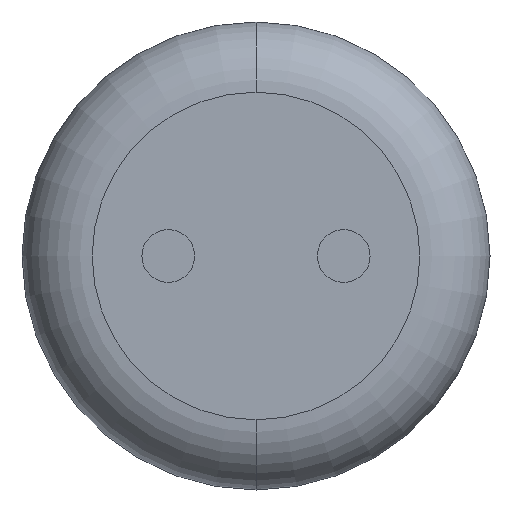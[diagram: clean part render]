
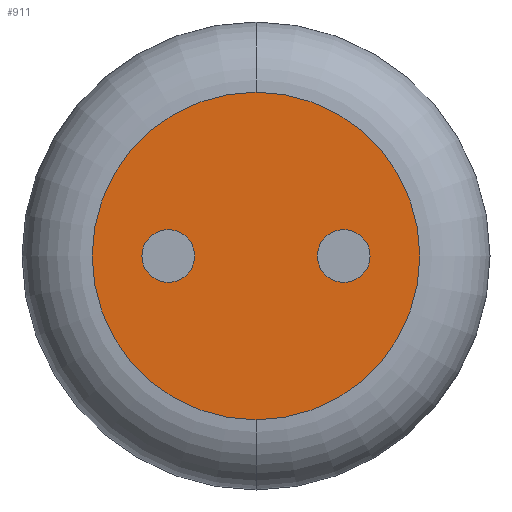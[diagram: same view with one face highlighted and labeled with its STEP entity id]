
A CAD part, front view. The second image highlights one B-rep face of the part: STEP entity #911.
In plain terms, the highlighted planar face has unit normal (0, -1, 0).
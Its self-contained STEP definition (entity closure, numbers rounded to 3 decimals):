
#7 = AXIS2_PLACEMENT_3D ( 'NONE', #627, #54, #712 ) ;
#13 = CARTESIAN_POINT ( 'NONE',  ( 0., 0., 1.4 ) ) ;
#22 = CIRCLE ( 'NONE', #363, 0.225 ) ;
#26 = VERTEX_POINT ( 'NONE', #727 ) ;
#54 = DIRECTION ( 'NONE',  ( 0., -1., 0. ) ) ;
#72 = DIRECTION ( 'NONE',  ( 0., 0., 1. ) ) ;
#78 = EDGE_CURVE ( 'NONE', #694, #413, #188, .T. ) ;
#82 = AXIS2_PLACEMENT_3D ( 'NONE', #344, #484, #828 ) ;
#135 = ORIENTED_EDGE ( 'NONE', *, *, #341, .F. ) ;
#141 = EDGE_CURVE ( 'NONE', #454, #661, #601, .T. ) ;
#153 = EDGE_CURVE ( 'NONE', #413, #694, #908, .T. ) ;
#169 = CARTESIAN_POINT ( 'NONE',  ( 0.75, 0., 0.225 ) ) ;
#186 = CARTESIAN_POINT ( 'NONE',  ( 0., 0., 0. ) ) ;
#188 = CIRCLE ( 'NONE', #272, 0.225 ) ;
#199 = DIRECTION ( 'NONE',  ( 0., 0., 1. ) ) ;
#220 = DIRECTION ( 'NONE',  ( 0., 0., 1. ) ) ;
#232 = FACE_BOUND ( 'NONE', #711, .T. ) ;
#261 = DIRECTION ( 'NONE',  ( 0., -1., 0. ) ) ;
#272 = AXIS2_PLACEMENT_3D ( 'NONE', #346, #559, #199 ) ;
#292 = VERTEX_POINT ( 'NONE', #724 ) ;
#323 = PLANE ( 'NONE',  #485 ) ;
#332 = DIRECTION ( 'NONE',  ( 0., 0., 1. ) ) ;
#341 = EDGE_CURVE ( 'NONE', #26, #292, #22, .T. ) ;
#344 = CARTESIAN_POINT ( 'NONE',  ( 0., 0., 0. ) ) ;
#346 = CARTESIAN_POINT ( 'NONE',  ( 0.75, 0., 0. ) ) ;
#363 = AXIS2_PLACEMENT_3D ( 'NONE', #857, #434, #72 ) ;
#413 = VERTEX_POINT ( 'NONE', #797 ) ;
#426 = AXIS2_PLACEMENT_3D ( 'NONE', #583, #659, #220 ) ;
#431 = FACE_BOUND ( 'NONE', #512, .T. ) ;
#434 = DIRECTION ( 'NONE',  ( 0., -1., 0. ) ) ;
#437 = EDGE_CURVE ( 'NONE', #661, #454, #709, .T. ) ;
#454 = VERTEX_POINT ( 'NONE', #13 ) ;
#477 = CARTESIAN_POINT ( 'NONE',  ( 0., 0., -1.4 ) ) ;
#484 = DIRECTION ( 'NONE',  ( 0., -1., 0. ) ) ;
#485 = AXIS2_PLACEMENT_3D ( 'NONE', #186, #888, #332 ) ;
#490 = AXIS2_PLACEMENT_3D ( 'NONE', #551, #261, #830 ) ;
#512 = EDGE_LOOP ( 'NONE', ( #618, #578 ) ) ;
#551 = CARTESIAN_POINT ( 'NONE',  ( -0.75, 0., 0. ) ) ;
#559 = DIRECTION ( 'NONE',  ( 0., -1., 0. ) ) ;
#578 = ORIENTED_EDGE ( 'NONE', *, *, #153, .F. ) ;
#583 = CARTESIAN_POINT ( 'NONE',  ( 0., 0., 0. ) ) ;
#601 = CIRCLE ( 'NONE', #82, 1.4 ) ;
#606 = EDGE_CURVE ( 'NONE', #292, #26, #839, .T. ) ;
#618 = ORIENTED_EDGE ( 'NONE', *, *, #78, .F. ) ;
#627 = CARTESIAN_POINT ( 'NONE',  ( 0.75, 0., 0. ) ) ;
#643 = FACE_OUTER_BOUND ( 'NONE', #721, .T. ) ;
#659 = DIRECTION ( 'NONE',  ( 0., -1., 0. ) ) ;
#661 = VERTEX_POINT ( 'NONE', #477 ) ;
#694 = VERTEX_POINT ( 'NONE', #169 ) ;
#709 = CIRCLE ( 'NONE', #426, 1.4 ) ;
#711 = EDGE_LOOP ( 'NONE', ( #135, #807 ) ) ;
#712 = DIRECTION ( 'NONE',  ( 0., 0., 1. ) ) ;
#721 = EDGE_LOOP ( 'NONE', ( #819, #806 ) ) ;
#724 = CARTESIAN_POINT ( 'NONE',  ( -0.75, 0., -0.225 ) ) ;
#727 = CARTESIAN_POINT ( 'NONE',  ( -0.75, 0., 0.225 ) ) ;
#797 = CARTESIAN_POINT ( 'NONE',  ( 0.75, 0., -0.225 ) ) ;
#806 = ORIENTED_EDGE ( 'NONE', *, *, #437, .T. ) ;
#807 = ORIENTED_EDGE ( 'NONE', *, *, #606, .F. ) ;
#819 = ORIENTED_EDGE ( 'NONE', *, *, #141, .T. ) ;
#828 = DIRECTION ( 'NONE',  ( 0., 0., 1. ) ) ;
#830 = DIRECTION ( 'NONE',  ( 0., 0., 1. ) ) ;
#839 = CIRCLE ( 'NONE', #490, 0.225 ) ;
#857 = CARTESIAN_POINT ( 'NONE',  ( -0.75, 0., 0. ) ) ;
#888 = DIRECTION ( 'NONE',  ( 0., 1., 0. ) ) ;
#908 = CIRCLE ( 'NONE', #7, 0.225 ) ;
#911 = ADVANCED_FACE ( 'NONE', ( #643, #431, #232 ), #323, .F. ) ;
